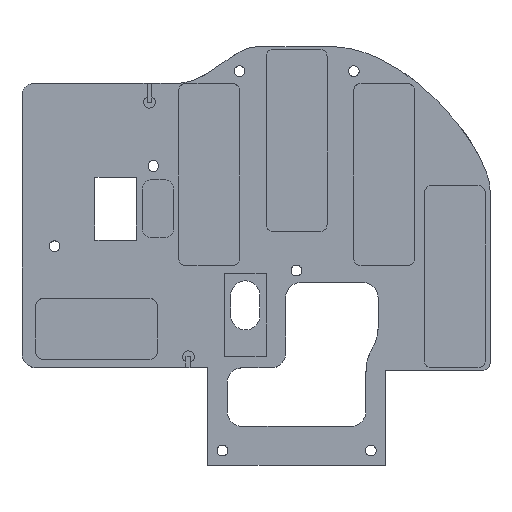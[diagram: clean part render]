
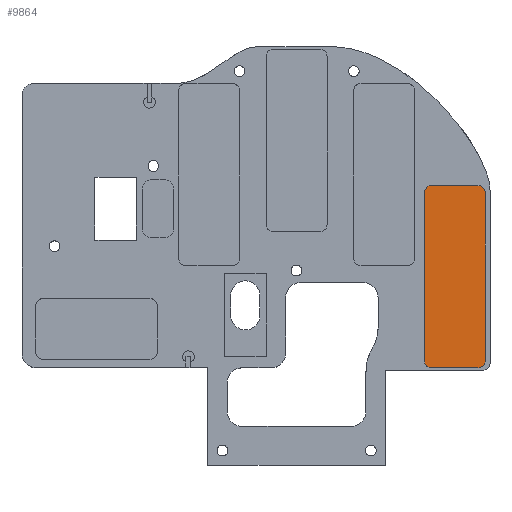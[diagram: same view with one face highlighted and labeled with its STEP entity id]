
A CAD part, top view. The second image highlights one B-rep face of the part: STEP entity #9864.
In plain terms, the highlighted planar face has unit normal (0, 0, 1).
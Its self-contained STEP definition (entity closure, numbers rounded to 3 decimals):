
#1887 = CYLINDRICAL_SURFACE('',#1888,1.5);
#1888 = AXIS2_PLACEMENT_3D('',#1889,#1890,#1891);
#1889 = CARTESIAN_POINT('',(64.5,-6.5,-1.6));
#1890 = DIRECTION('',(0.,0.,1.));
#1891 = DIRECTION('',(1.,0.,0.));
#1915 = PLANE('',#1916);
#1916 = AXIS2_PLACEMENT_3D('',#1917,#1918,#1919);
#1917 = CARTESIAN_POINT('',(63.,-6.5,-1.6));
#1918 = DIRECTION('',(1.,0.,0.));
#1919 = DIRECTION('',(-0.,1.,0.));
#1944 = CYLINDRICAL_SURFACE('',#1945,1.5);
#1945 = AXIS2_PLACEMENT_3D('',#1946,#1947,#1948);
#1946 = CARTESIAN_POINT('',(64.5,28.,-1.6));
#1947 = DIRECTION('',(0.,0.,1.));
#1948 = DIRECTION('',(1.,0.,0.));
#1972 = PLANE('',#1973);
#1973 = AXIS2_PLACEMENT_3D('',#1974,#1975,#1976);
#1974 = CARTESIAN_POINT('',(64.5,29.5,-1.6));
#1975 = DIRECTION('',(0.,-1.,0.));
#1976 = DIRECTION('',(1.,0.,0.));
#2001 = CYLINDRICAL_SURFACE('',#2002,1.5);
#2002 = AXIS2_PLACEMENT_3D('',#2003,#2004,#2005);
#2003 = CARTESIAN_POINT('',(74.,28.,-1.6));
#2004 = DIRECTION('',(0.,0.,1.));
#2005 = DIRECTION('',(1.,0.,0.));
#2029 = PLANE('',#2030);
#2030 = AXIS2_PLACEMENT_3D('',#2031,#2032,#2033);
#2031 = CARTESIAN_POINT('',(75.5,-6.5,-1.6));
#2032 = DIRECTION('',(1.,0.,0.));
#2033 = DIRECTION('',(-0.,1.,0.));
#2058 = CYLINDRICAL_SURFACE('',#2059,1.5);
#2059 = AXIS2_PLACEMENT_3D('',#2060,#2061,#2062);
#2060 = CARTESIAN_POINT('',(74.,-6.5,-1.6));
#2061 = DIRECTION('',(0.,0.,1.));
#2062 = DIRECTION('',(1.,0.,0.));
#2084 = PLANE('',#2085);
#2085 = AXIS2_PLACEMENT_3D('',#2086,#2087,#2088);
#2086 = CARTESIAN_POINT('',(64.5,-8.,-1.6));
#2087 = DIRECTION('',(0.,-1.,0.));
#2088 = DIRECTION('',(1.,0.,0.));
#6574 = VERTEX_POINT('',#6575);
#6575 = CARTESIAN_POINT('',(63.,-6.5,-3.6));
#6596 = EDGE_CURVE('',#6574,#6597,#6599,.T.);
#6597 = VERTEX_POINT('',#6598);
#6598 = CARTESIAN_POINT('',(64.5,-8.,-3.6));
#6599 = SURFACE_CURVE('',#6600,(#6605,#6612),.PCURVE_S1.);
#6600 = CIRCLE('',#6601,1.5);
#6601 = AXIS2_PLACEMENT_3D('',#6602,#6603,#6604);
#6602 = CARTESIAN_POINT('',(64.5,-6.5,-3.6));
#6603 = DIRECTION('',(0.,0.,1.));
#6604 = DIRECTION('',(1.,0.,0.));
#6605 = PCURVE('',#1887,#6606);
#6606 = DEFINITIONAL_REPRESENTATION('',(#6607),#6611);
#6607 = LINE('',#6608,#6609);
#6608 = CARTESIAN_POINT('',(0.,-2.));
#6609 = VECTOR('',#6610,1.);
#6610 = DIRECTION('',(1.,0.));
#6611 = ( GEOMETRIC_REPRESENTATION_CONTEXT(2) 
PARAMETRIC_REPRESENTATION_CONTEXT() REPRESENTATION_CONTEXT('2D SPACE',''
  ) );
#6612 = PCURVE('',#6613,#6618);
#6613 = PLANE('',#6614);
#6614 = AXIS2_PLACEMENT_3D('',#6615,#6616,#6617);
#6615 = CARTESIAN_POINT('',(69.25,10.75,-3.6));
#6616 = DIRECTION('',(0.,0.,1.));
#6617 = DIRECTION('',(1.,0.,0.));
#6618 = DEFINITIONAL_REPRESENTATION('',(#6619),#6623);
#6619 = CIRCLE('',#6620,1.5);
#6620 = AXIS2_PLACEMENT_2D('',#6621,#6622);
#6621 = CARTESIAN_POINT('',(-4.75,-17.25));
#6622 = DIRECTION('',(1.,0.));
#6623 = ( GEOMETRIC_REPRESENTATION_CONTEXT(2) 
PARAMETRIC_REPRESENTATION_CONTEXT() REPRESENTATION_CONTEXT('2D SPACE',''
  ) );
#6651 = EDGE_CURVE('',#6574,#6652,#6654,.T.);
#6652 = VERTEX_POINT('',#6653);
#6653 = CARTESIAN_POINT('',(63.,28.,-3.6));
#6654 = SURFACE_CURVE('',#6655,(#6659,#6666),.PCURVE_S1.);
#6655 = LINE('',#6656,#6657);
#6656 = CARTESIAN_POINT('',(63.,10.75,-3.6));
#6657 = VECTOR('',#6658,1.);
#6658 = DIRECTION('',(0.,1.,0.));
#6659 = PCURVE('',#1915,#6660);
#6660 = DEFINITIONAL_REPRESENTATION('',(#6661),#6665);
#6661 = LINE('',#6662,#6663);
#6662 = CARTESIAN_POINT('',(17.25,-2.));
#6663 = VECTOR('',#6664,1.);
#6664 = DIRECTION('',(1.,0.));
#6665 = ( GEOMETRIC_REPRESENTATION_CONTEXT(2) 
PARAMETRIC_REPRESENTATION_CONTEXT() REPRESENTATION_CONTEXT('2D SPACE',''
  ) );
#6666 = PCURVE('',#6613,#6667);
#6667 = DEFINITIONAL_REPRESENTATION('',(#6668),#6672);
#6668 = LINE('',#6669,#6670);
#6669 = CARTESIAN_POINT('',(-6.25,0.));
#6670 = VECTOR('',#6671,1.);
#6671 = DIRECTION('',(0.,1.));
#6672 = ( GEOMETRIC_REPRESENTATION_CONTEXT(2) 
PARAMETRIC_REPRESENTATION_CONTEXT() REPRESENTATION_CONTEXT('2D SPACE',''
  ) );
#6700 = EDGE_CURVE('',#6597,#6701,#6703,.T.);
#6701 = VERTEX_POINT('',#6702);
#6702 = CARTESIAN_POINT('',(74.,-8.,-3.6));
#6703 = SURFACE_CURVE('',#6704,(#6708,#6715),.PCURVE_S1.);
#6704 = LINE('',#6705,#6706);
#6705 = CARTESIAN_POINT('',(69.25,-8.,-3.6));
#6706 = VECTOR('',#6707,1.);
#6707 = DIRECTION('',(1.,0.,0.));
#6708 = PCURVE('',#2084,#6709);
#6709 = DEFINITIONAL_REPRESENTATION('',(#6710),#6714);
#6710 = LINE('',#6711,#6712);
#6711 = CARTESIAN_POINT('',(4.75,-2.));
#6712 = VECTOR('',#6713,1.);
#6713 = DIRECTION('',(1.,0.));
#6714 = ( GEOMETRIC_REPRESENTATION_CONTEXT(2) 
PARAMETRIC_REPRESENTATION_CONTEXT() REPRESENTATION_CONTEXT('2D SPACE',''
  ) );
#6715 = PCURVE('',#6613,#6716);
#6716 = DEFINITIONAL_REPRESENTATION('',(#6717),#6721);
#6717 = LINE('',#6718,#6719);
#6718 = CARTESIAN_POINT('',(0.,-18.75));
#6719 = VECTOR('',#6720,1.);
#6720 = DIRECTION('',(1.,0.));
#6721 = ( GEOMETRIC_REPRESENTATION_CONTEXT(2) 
PARAMETRIC_REPRESENTATION_CONTEXT() REPRESENTATION_CONTEXT('2D SPACE',''
  ) );
#6749 = VERTEX_POINT('',#6750);
#6750 = CARTESIAN_POINT('',(64.5,29.5,-3.6));
#6771 = EDGE_CURVE('',#6749,#6652,#6772,.T.);
#6772 = SURFACE_CURVE('',#6773,(#6778,#6785),.PCURVE_S1.);
#6773 = CIRCLE('',#6774,1.5);
#6774 = AXIS2_PLACEMENT_3D('',#6775,#6776,#6777);
#6775 = CARTESIAN_POINT('',(64.5,28.,-3.6));
#6776 = DIRECTION('',(0.,0.,1.));
#6777 = DIRECTION('',(1.,0.,0.));
#6778 = PCURVE('',#1944,#6779);
#6779 = DEFINITIONAL_REPRESENTATION('',(#6780),#6784);
#6780 = LINE('',#6781,#6782);
#6781 = CARTESIAN_POINT('',(0.,-2.));
#6782 = VECTOR('',#6783,1.);
#6783 = DIRECTION('',(1.,0.));
#6784 = ( GEOMETRIC_REPRESENTATION_CONTEXT(2) 
PARAMETRIC_REPRESENTATION_CONTEXT() REPRESENTATION_CONTEXT('2D SPACE',''
  ) );
#6785 = PCURVE('',#6613,#6786);
#6786 = DEFINITIONAL_REPRESENTATION('',(#6787),#6791);
#6787 = CIRCLE('',#6788,1.5);
#6788 = AXIS2_PLACEMENT_2D('',#6789,#6790);
#6789 = CARTESIAN_POINT('',(-4.75,17.25));
#6790 = DIRECTION('',(1.,0.));
#6791 = ( GEOMETRIC_REPRESENTATION_CONTEXT(2) 
PARAMETRIC_REPRESENTATION_CONTEXT() REPRESENTATION_CONTEXT('2D SPACE',''
  ) );
#6799 = EDGE_CURVE('',#6701,#6800,#6802,.T.);
#6800 = VERTEX_POINT('',#6801);
#6801 = CARTESIAN_POINT('',(75.5,-6.5,-3.6));
#6802 = SURFACE_CURVE('',#6803,(#6808,#6815),.PCURVE_S1.);
#6803 = CIRCLE('',#6804,1.5);
#6804 = AXIS2_PLACEMENT_3D('',#6805,#6806,#6807);
#6805 = CARTESIAN_POINT('',(74.,-6.5,-3.6));
#6806 = DIRECTION('',(0.,0.,1.));
#6807 = DIRECTION('',(1.,0.,0.));
#6808 = PCURVE('',#2058,#6809);
#6809 = DEFINITIONAL_REPRESENTATION('',(#6810),#6814);
#6810 = LINE('',#6811,#6812);
#6811 = CARTESIAN_POINT('',(0.,-2.));
#6812 = VECTOR('',#6813,1.);
#6813 = DIRECTION('',(1.,0.));
#6814 = ( GEOMETRIC_REPRESENTATION_CONTEXT(2) 
PARAMETRIC_REPRESENTATION_CONTEXT() REPRESENTATION_CONTEXT('2D SPACE',''
  ) );
#6815 = PCURVE('',#6613,#6816);
#6816 = DEFINITIONAL_REPRESENTATION('',(#6817),#6821);
#6817 = CIRCLE('',#6818,1.5);
#6818 = AXIS2_PLACEMENT_2D('',#6819,#6820);
#6819 = CARTESIAN_POINT('',(4.75,-17.25));
#6820 = DIRECTION('',(1.,0.));
#6821 = ( GEOMETRIC_REPRESENTATION_CONTEXT(2) 
PARAMETRIC_REPRESENTATION_CONTEXT() REPRESENTATION_CONTEXT('2D SPACE',''
  ) );
#6849 = EDGE_CURVE('',#6749,#6850,#6852,.T.);
#6850 = VERTEX_POINT('',#6851);
#6851 = CARTESIAN_POINT('',(74.,29.5,-3.6));
#6852 = SURFACE_CURVE('',#6853,(#6857,#6864),.PCURVE_S1.);
#6853 = LINE('',#6854,#6855);
#6854 = CARTESIAN_POINT('',(69.25,29.5,-3.6));
#6855 = VECTOR('',#6856,1.);
#6856 = DIRECTION('',(1.,0.,0.));
#6857 = PCURVE('',#1972,#6858);
#6858 = DEFINITIONAL_REPRESENTATION('',(#6859),#6863);
#6859 = LINE('',#6860,#6861);
#6860 = CARTESIAN_POINT('',(4.75,-2.));
#6861 = VECTOR('',#6862,1.);
#6862 = DIRECTION('',(1.,0.));
#6863 = ( GEOMETRIC_REPRESENTATION_CONTEXT(2) 
PARAMETRIC_REPRESENTATION_CONTEXT() REPRESENTATION_CONTEXT('2D SPACE',''
  ) );
#6864 = PCURVE('',#6613,#6865);
#6865 = DEFINITIONAL_REPRESENTATION('',(#6866),#6870);
#6866 = LINE('',#6867,#6868);
#6867 = CARTESIAN_POINT('',(0.,18.75));
#6868 = VECTOR('',#6869,1.);
#6869 = DIRECTION('',(1.,0.));
#6870 = ( GEOMETRIC_REPRESENTATION_CONTEXT(2) 
PARAMETRIC_REPRESENTATION_CONTEXT() REPRESENTATION_CONTEXT('2D SPACE',''
  ) );
#6898 = EDGE_CURVE('',#6800,#6899,#6901,.T.);
#6899 = VERTEX_POINT('',#6900);
#6900 = CARTESIAN_POINT('',(75.5,28.,-3.6));
#6901 = SURFACE_CURVE('',#6902,(#6906,#6913),.PCURVE_S1.);
#6902 = LINE('',#6903,#6904);
#6903 = CARTESIAN_POINT('',(75.5,10.75,-3.6));
#6904 = VECTOR('',#6905,1.);
#6905 = DIRECTION('',(0.,1.,0.));
#6906 = PCURVE('',#2029,#6907);
#6907 = DEFINITIONAL_REPRESENTATION('',(#6908),#6912);
#6908 = LINE('',#6909,#6910);
#6909 = CARTESIAN_POINT('',(17.25,-2.));
#6910 = VECTOR('',#6911,1.);
#6911 = DIRECTION('',(1.,0.));
#6912 = ( GEOMETRIC_REPRESENTATION_CONTEXT(2) 
PARAMETRIC_REPRESENTATION_CONTEXT() REPRESENTATION_CONTEXT('2D SPACE',''
  ) );
#6913 = PCURVE('',#6613,#6914);
#6914 = DEFINITIONAL_REPRESENTATION('',(#6915),#6919);
#6915 = LINE('',#6916,#6917);
#6916 = CARTESIAN_POINT('',(6.25,0.));
#6917 = VECTOR('',#6918,1.);
#6918 = DIRECTION('',(0.,1.));
#6919 = ( GEOMETRIC_REPRESENTATION_CONTEXT(2) 
PARAMETRIC_REPRESENTATION_CONTEXT() REPRESENTATION_CONTEXT('2D SPACE',''
  ) );
#6947 = EDGE_CURVE('',#6899,#6850,#6948,.T.);
#6948 = SURFACE_CURVE('',#6949,(#6954,#6961),.PCURVE_S1.);
#6949 = CIRCLE('',#6950,1.5);
#6950 = AXIS2_PLACEMENT_3D('',#6951,#6952,#6953);
#6951 = CARTESIAN_POINT('',(74.,28.,-3.6));
#6952 = DIRECTION('',(0.,0.,1.));
#6953 = DIRECTION('',(1.,0.,0.));
#6954 = PCURVE('',#2001,#6955);
#6955 = DEFINITIONAL_REPRESENTATION('',(#6956),#6960);
#6956 = LINE('',#6957,#6958);
#6957 = CARTESIAN_POINT('',(0.,-2.));
#6958 = VECTOR('',#6959,1.);
#6959 = DIRECTION('',(1.,0.));
#6960 = ( GEOMETRIC_REPRESENTATION_CONTEXT(2) 
PARAMETRIC_REPRESENTATION_CONTEXT() REPRESENTATION_CONTEXT('2D SPACE',''
  ) );
#6961 = PCURVE('',#6613,#6962);
#6962 = DEFINITIONAL_REPRESENTATION('',(#6963),#6967);
#6963 = CIRCLE('',#6964,1.5);
#6964 = AXIS2_PLACEMENT_2D('',#6965,#6966);
#6965 = CARTESIAN_POINT('',(4.75,17.25));
#6966 = DIRECTION('',(1.,0.));
#6967 = ( GEOMETRIC_REPRESENTATION_CONTEXT(2) 
PARAMETRIC_REPRESENTATION_CONTEXT() REPRESENTATION_CONTEXT('2D SPACE',''
  ) );
#9864 = ADVANCED_FACE('',(#9865),#6613,.T.);
#9865 = FACE_BOUND('',#9866,.T.);
#9866 = EDGE_LOOP('',(#9867,#9868,#9869,#9870,#9871,#9872,#9873,#9874));
#9867 = ORIENTED_EDGE('',*,*,#6651,.F.);
#9868 = ORIENTED_EDGE('',*,*,#6596,.T.);
#9869 = ORIENTED_EDGE('',*,*,#6700,.T.);
#9870 = ORIENTED_EDGE('',*,*,#6799,.T.);
#9871 = ORIENTED_EDGE('',*,*,#6898,.T.);
#9872 = ORIENTED_EDGE('',*,*,#6947,.T.);
#9873 = ORIENTED_EDGE('',*,*,#6849,.F.);
#9874 = ORIENTED_EDGE('',*,*,#6771,.T.);
